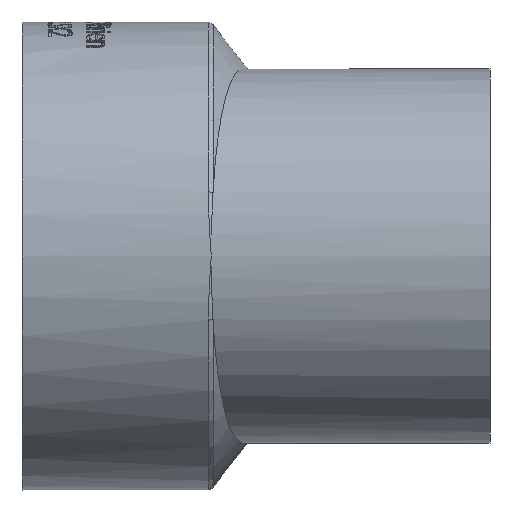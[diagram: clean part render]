
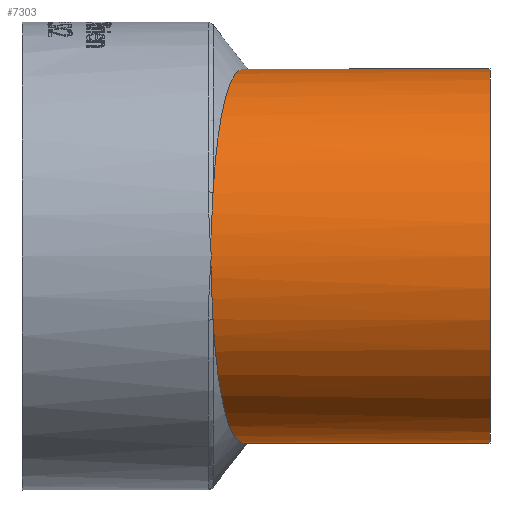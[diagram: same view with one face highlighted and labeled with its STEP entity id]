
A CAD part, front view. The second image highlights one B-rep face of the part: STEP entity #7303.
In plain terms, the highlighted cylindrical face has radius 25.4 mm (diameter 50.8 mm), a full revolution.
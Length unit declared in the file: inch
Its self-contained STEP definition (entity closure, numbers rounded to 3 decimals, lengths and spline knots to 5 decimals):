
#79=FACE_BOUND('',#1282,.T.);
#845=FACE_OUTER_BOUND('',#1281,.T.);
#1281=EDGE_LOOP('',(#6825));
#1282=EDGE_LOOP('',(#6826,#6827,#6828,#6829));
#1729=B_SPLINE_CURVE_WITH_KNOTS('',3,(#16716,#16717,#16718,#16719,#16720,
#16721,#16722),.UNSPECIFIED.,.F.,.F.,(4,3,4),(6.88622,7.7399,
7.74372),.UNSPECIFIED.);
#1730=B_SPLINE_CURVE_WITH_KNOTS('',3,(#16747,#16748,#16749,#16750,#16751,
#16752,#16753),.UNSPECIFIED.,.F.,.F.,(4,3,4),(7.74372,7.74753,
8.60121),.UNSPECIFIED.);
#1731=B_SPLINE_CURVE_WITH_KNOTS('',3,(#16756,#16757,#16758,#16759,#16760,
#16761,#16762,#16763,#16764,#16765,#16766,#16767,#16768,#16769,#16770,#16771,
#16772,#16773,#16774,#16775,#16776,#16777,#16778,#16779,#16780,#16781,#16782,
#16783,#16784,#16785,#16786,#16787),.UNSPECIFIED.,.F.,.F.,(4,2,2,2,2,2,
2,2,2,2,2,2,2,2,2,4),(8.60121,8.93094,9.52455,
10.11816,10.6547,11.19124,11.72778,12.26432,
12.70438,13.14443,13.58449,14.02455,14.39027,
14.75599,15.12171,15.48743),.UNSPECIFIED.);
#1732=B_SPLINE_CURVE_WITH_KNOTS('',3,(#16788,#16789,#16790,#16791,#16792,
#16793,#16794,#16795,#16796,#16797,#16798,#16799,#16800,#16801,#16802,#16803,
#16804,#16805,#16806,#16807,#16808,#16809,#16810,#16811,#16812,#16813,#16814,
#16815,#16816,#16817,#16818,#16819),.UNSPECIFIED.,.F.,.F.,(4,2,2,2,2,2,
2,2,2,2,2,2,2,2,2,4),(0.,0.36572,0.73144,1.09716,
1.46288,1.90294,2.343,2.78306,3.22311,
3.75965,4.2962,4.83274,5.36928,5.96289,
6.5565,6.88622),.UNSPECIFIED.);
#1877=CIRCLE('',#7662,1.);
#3549=VERTEX_POINT('',#16480);
#3556=VERTEX_POINT('',#16687);
#3557=VERTEX_POINT('',#16689);
#3558=VERTEX_POINT('',#16755);
#3560=VERTEX_POINT('',#16824);
#4649=EDGE_CURVE('',#3556,#3549,#1729,.T.);
#4650=EDGE_CURVE('',#3549,#3557,#1730,.T.);
#4651=EDGE_CURVE('',#3557,#3558,#1731,.T.);
#4652=EDGE_CURVE('',#3558,#3556,#1732,.T.);
#4654=EDGE_CURVE('',#3560,#3560,#1877,.T.);
#6825=ORIENTED_EDGE('',*,*,#4654,.T.);
#6826=ORIENTED_EDGE('',*,*,#4652,.F.);
#6827=ORIENTED_EDGE('',*,*,#4651,.F.);
#6828=ORIENTED_EDGE('',*,*,#4650,.F.);
#6829=ORIENTED_EDGE('',*,*,#4649,.F.);
#6877=CYLINDRICAL_SURFACE('',#7661,1.);
#7303=ADVANCED_FACE('',(#845,#79),#6877,.T.);
#7661=AXIS2_PLACEMENT_3D('',#16823,#8847,#8848);
#7662=AXIS2_PLACEMENT_3D('',#16825,#8849,#8850);
#8847=DIRECTION('center_axis',(-1.,0.,0.));
#8848=DIRECTION('ref_axis',(0.,-1.,0.));
#8849=DIRECTION('center_axis',(-1.,0.,0.));
#8850=DIRECTION('ref_axis',(0.,-1.,0.));
#16480=CARTESIAN_POINT('',(1.011,-1.25,0.));
#16687=CARTESIAN_POINT('',(1.02031,-1.1908,-0.33898));
#16689=CARTESIAN_POINT('',(1.02031,-1.1908,0.33898));
#16716=CARTESIAN_POINT('Ctrl Pts',(1.02031,-1.1908,-0.33898));
#16717=CARTESIAN_POINT('Ctrl Pts',(1.01425,-1.22913,-0.23258));
#16718=CARTESIAN_POINT('Ctrl Pts',(1.01101,-1.24995,-0.11675));
#16719=CARTESIAN_POINT('Ctrl Pts',(1.011,-1.25,-0.00154));
#16720=CARTESIAN_POINT('Ctrl Pts',(1.011,-1.25,-0.00103));
#16721=CARTESIAN_POINT('Ctrl Pts',(1.011,-1.25,-0.00051));
#16722=CARTESIAN_POINT('Ctrl Pts',(1.011,-1.25,0.));
#16747=CARTESIAN_POINT('Ctrl Pts',(1.011,-1.25,0.));
#16748=CARTESIAN_POINT('Ctrl Pts',(1.011,-1.25,0.00051));
#16749=CARTESIAN_POINT('Ctrl Pts',(1.011,-1.25,0.00103));
#16750=CARTESIAN_POINT('Ctrl Pts',(1.011,-1.25,0.00154));
#16751=CARTESIAN_POINT('Ctrl Pts',(1.011,-1.25,0.11677));
#16752=CARTESIAN_POINT('Ctrl Pts',(1.01425,-1.22913,0.23258));
#16753=CARTESIAN_POINT('Ctrl Pts',(1.02031,-1.1908,0.33898));
#16755=CARTESIAN_POINT('',(1.4022,0.75,0.));
#16756=CARTESIAN_POINT('Ctrl Pts',(1.02031,-1.1908,0.33898));
#16757=CARTESIAN_POINT('Ctrl Pts',(1.02272,-1.17556,0.38127));
#16758=CARTESIAN_POINT('Ctrl Pts',(1.02559,-1.15742,0.42263));
#16759=CARTESIAN_POINT('Ctrl Pts',(1.03488,-1.09913,0.53435));
#16760=CARTESIAN_POINT('Ctrl Pts',(1.04232,-1.05282,0.60158));
#16761=CARTESIAN_POINT('Ctrl Pts',(1.05962,-0.94677,
0.72176));
#16762=CARTESIAN_POINT('Ctrl Pts',(1.06949,-0.88703,
0.7747));
#16763=CARTESIAN_POINT('Ctrl Pts',(1.08975,-0.7667,
0.859));
#16764=CARTESIAN_POINT('Ctrl Pts',(1.10051,-0.70368,
0.89411));
#16765=CARTESIAN_POINT('Ctrl Pts',(1.12385,-0.56999,
0.95019));
#16766=CARTESIAN_POINT('Ctrl Pts',(1.13642,-0.49931,
0.97118));
#16767=CARTESIAN_POINT('Ctrl Pts',(1.16266,-0.35537,
0.99712));
#16768=CARTESIAN_POINT('Ctrl Pts',(1.17636,-0.28197,
1.00209));
#16769=CARTESIAN_POINT('Ctrl Pts',(1.20399,-0.13774,0.9963));
#16770=CARTESIAN_POINT('Ctrl Pts',(1.21793,-0.06691,
0.98552));
#16771=CARTESIAN_POINT('Ctrl Pts',(1.24253,0.05488,
0.95408));
#16772=CARTESIAN_POINT('Ctrl Pts',(1.25404,0.1106,0.93463));
#16773=CARTESIAN_POINT('Ctrl Pts',(1.27704,0.21932,0.88505));
#16774=CARTESIAN_POINT('Ctrl Pts',(1.28853,0.27233,0.8549));
#16775=CARTESIAN_POINT('Ctrl Pts',(1.31065,0.37197,0.7854));
#16776=CARTESIAN_POINT('Ctrl Pts',(1.32128,0.41866,0.74598));
#16777=CARTESIAN_POINT('Ctrl Pts',(1.34092,0.50307,0.66067));
#16778=CARTESIAN_POINT('Ctrl Pts',(1.34991,0.54078,0.61476));
#16779=CARTESIAN_POINT('Ctrl Pts',(1.36433,0.60025,0.52852));
#16780=CARTESIAN_POINT('Ctrl Pts',(1.37057,0.62556,0.48575));
#16781=CARTESIAN_POINT('Ctrl Pts',(1.38168,0.67005,0.39504));
#16782=CARTESIAN_POINT('Ctrl Pts',(1.38655,0.68924,0.34711));
#16783=CARTESIAN_POINT('Ctrl Pts',(1.3944,0.71993,0.24876));
#16784=CARTESIAN_POINT('Ctrl Pts',(1.39738,0.73145,0.1983));
#16785=CARTESIAN_POINT('Ctrl Pts',(1.40128,0.74649,0.09792));
#16786=CARTESIAN_POINT('Ctrl Pts',(1.4022,0.75,0.04799));
#16787=CARTESIAN_POINT('Ctrl Pts',(1.4022,0.75,0.));
#16788=CARTESIAN_POINT('Ctrl Pts',(1.4022,0.75,0.));
#16789=CARTESIAN_POINT('Ctrl Pts',(1.4022,0.75,-0.04799));
#16790=CARTESIAN_POINT('Ctrl Pts',(1.40128,0.74649,-0.09792));
#16791=CARTESIAN_POINT('Ctrl Pts',(1.39738,0.73145,-0.1983));
#16792=CARTESIAN_POINT('Ctrl Pts',(1.3944,0.71993,-0.24876));
#16793=CARTESIAN_POINT('Ctrl Pts',(1.38655,0.68924,-0.34711));
#16794=CARTESIAN_POINT('Ctrl Pts',(1.38168,0.67005,-0.39504));
#16795=CARTESIAN_POINT('Ctrl Pts',(1.37057,0.62556,-0.48575));
#16796=CARTESIAN_POINT('Ctrl Pts',(1.36433,0.60025,-0.52852));
#16797=CARTESIAN_POINT('Ctrl Pts',(1.34991,0.54078,-0.61476));
#16798=CARTESIAN_POINT('Ctrl Pts',(1.34092,0.50307,-0.66067));
#16799=CARTESIAN_POINT('Ctrl Pts',(1.32128,0.41866,-0.74598));
#16800=CARTESIAN_POINT('Ctrl Pts',(1.31065,0.37197,-0.7854));
#16801=CARTESIAN_POINT('Ctrl Pts',(1.28853,0.27233,-0.8549));
#16802=CARTESIAN_POINT('Ctrl Pts',(1.27704,0.21932,-0.88505));
#16803=CARTESIAN_POINT('Ctrl Pts',(1.25404,0.1106,-0.93463));
#16804=CARTESIAN_POINT('Ctrl Pts',(1.24253,0.05488,-0.95408));
#16805=CARTESIAN_POINT('Ctrl Pts',(1.21793,-0.06691,
-0.98552));
#16806=CARTESIAN_POINT('Ctrl Pts',(1.20399,-0.13774,-0.9963));
#16807=CARTESIAN_POINT('Ctrl Pts',(1.17636,-0.28197,
-1.00209));
#16808=CARTESIAN_POINT('Ctrl Pts',(1.16266,-0.35537,
-0.99712));
#16809=CARTESIAN_POINT('Ctrl Pts',(1.13642,-0.49931,
-0.97118));
#16810=CARTESIAN_POINT('Ctrl Pts',(1.12385,-0.56999,
-0.95019));
#16811=CARTESIAN_POINT('Ctrl Pts',(1.10051,-0.70368,
-0.89411));
#16812=CARTESIAN_POINT('Ctrl Pts',(1.08975,-0.7667,
-0.859));
#16813=CARTESIAN_POINT('Ctrl Pts',(1.06949,-0.88703,
-0.7747));
#16814=CARTESIAN_POINT('Ctrl Pts',(1.05962,-0.94677,
-0.72176));
#16815=CARTESIAN_POINT('Ctrl Pts',(1.04232,-1.05282,-0.60158));
#16816=CARTESIAN_POINT('Ctrl Pts',(1.03488,-1.09913,-0.53435));
#16817=CARTESIAN_POINT('Ctrl Pts',(1.02559,-1.15742,-0.42263));
#16818=CARTESIAN_POINT('Ctrl Pts',(1.02272,-1.17556,-0.38127));
#16819=CARTESIAN_POINT('Ctrl Pts',(1.02031,-1.1908,-0.33898));
#16823=CARTESIAN_POINT('Origin',(2.5,-0.25,0.));
#16824=CARTESIAN_POINT('',(2.5,0.75,0.));
#16825=CARTESIAN_POINT('Origin',(2.5,-0.25,0.));
